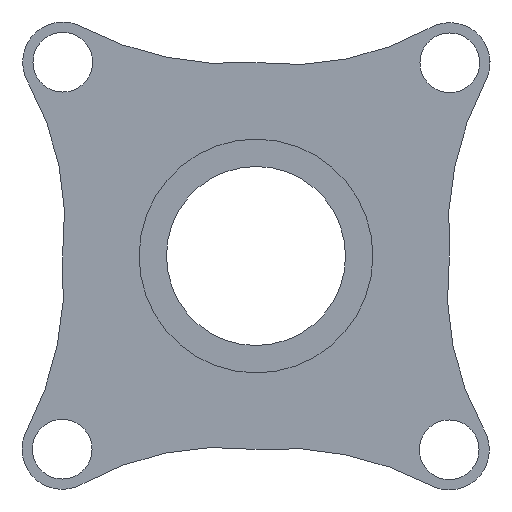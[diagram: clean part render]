
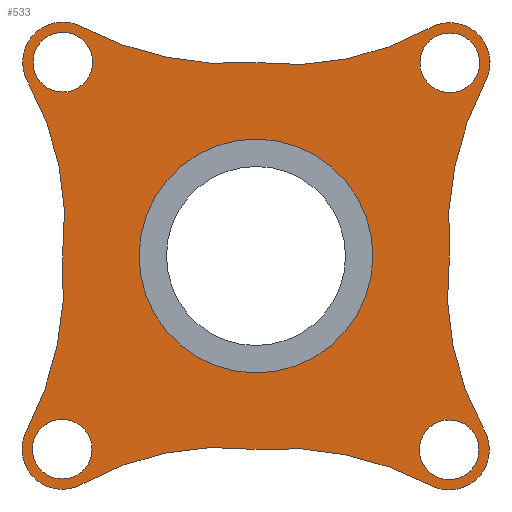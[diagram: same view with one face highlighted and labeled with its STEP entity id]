
A CAD part, front view. The second image highlights one B-rep face of the part: STEP entity #533.
In plain terms, the highlighted planar face has unit normal (0, -1, 0).
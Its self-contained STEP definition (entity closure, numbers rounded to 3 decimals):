
#20=FACE_BOUND('',#168,.T.);
#21=FACE_BOUND('',#169,.T.);
#22=FACE_BOUND('',#170,.T.);
#23=FACE_BOUND('',#171,.T.);
#24=FACE_BOUND('',#172,.T.);
#129=FACE_OUTER_BOUND('',#167,.T.);
#167=EDGE_LOOP('',(#456,#457,#458,#459,#460,#461,#462,#463,#464,#465,#466,
#467));
#168=EDGE_LOOP('',(#468));
#169=EDGE_LOOP('',(#469));
#170=EDGE_LOOP('',(#470));
#171=EDGE_LOOP('',(#471));
#172=EDGE_LOOP('',(#472));
#198=CIRCLE('',#576,8.08);
#200=CIRCLE('',#579,57.195);
#202=CIRCLE('',#582,63.289);
#204=CIRCLE('',#585,8.08);
#206=CIRCLE('',#588,57.195);
#208=CIRCLE('',#591,63.289);
#210=CIRCLE('',#594,8.08);
#212=CIRCLE('',#597,57.195);
#214=CIRCLE('',#600,63.289);
#216=CIRCLE('',#603,8.08);
#218=CIRCLE('',#606,57.195);
#220=CIRCLE('',#609,63.289);
#227=CIRCLE('',#619,23.5);
#231=CIRCLE('',#625,6.);
#232=CIRCLE('',#626,6.);
#233=CIRCLE('',#627,6.);
#234=CIRCLE('',#628,6.);
#246=VERTEX_POINT('',#861);
#248=VERTEX_POINT('',#865);
#250=VERTEX_POINT('',#871);
#252=VERTEX_POINT('',#877);
#254=VERTEX_POINT('',#883);
#256=VERTEX_POINT('',#889);
#258=VERTEX_POINT('',#895);
#260=VERTEX_POINT('',#901);
#262=VERTEX_POINT('',#907);
#264=VERTEX_POINT('',#913);
#266=VERTEX_POINT('',#919);
#268=VERTEX_POINT('',#925);
#275=VERTEX_POINT('',#947);
#279=VERTEX_POINT('',#959);
#280=VERTEX_POINT('',#961);
#281=VERTEX_POINT('',#963);
#282=VERTEX_POINT('',#965);
#301=EDGE_CURVE('',#246,#248,#198,.T.);
#304=EDGE_CURVE('',#248,#250,#200,.T.);
#307=EDGE_CURVE('',#250,#252,#202,.T.);
#310=EDGE_CURVE('',#252,#254,#204,.T.);
#313=EDGE_CURVE('',#254,#256,#206,.T.);
#316=EDGE_CURVE('',#256,#258,#208,.T.);
#319=EDGE_CURVE('',#258,#260,#210,.T.);
#322=EDGE_CURVE('',#260,#262,#212,.T.);
#325=EDGE_CURVE('',#262,#264,#214,.T.);
#328=EDGE_CURVE('',#264,#266,#216,.T.);
#331=EDGE_CURVE('',#266,#268,#218,.T.);
#333=EDGE_CURVE('',#268,#246,#220,.T.);
#341=EDGE_CURVE('',#275,#275,#227,.T.);
#347=EDGE_CURVE('',#279,#279,#231,.T.);
#348=EDGE_CURVE('',#280,#280,#232,.T.);
#349=EDGE_CURVE('',#281,#281,#233,.T.);
#350=EDGE_CURVE('',#282,#282,#234,.T.);
#456=ORIENTED_EDGE('',*,*,#333,.T.);
#457=ORIENTED_EDGE('',*,*,#301,.T.);
#458=ORIENTED_EDGE('',*,*,#304,.T.);
#459=ORIENTED_EDGE('',*,*,#307,.T.);
#460=ORIENTED_EDGE('',*,*,#310,.T.);
#461=ORIENTED_EDGE('',*,*,#313,.T.);
#462=ORIENTED_EDGE('',*,*,#316,.T.);
#463=ORIENTED_EDGE('',*,*,#319,.T.);
#464=ORIENTED_EDGE('',*,*,#322,.T.);
#465=ORIENTED_EDGE('',*,*,#325,.T.);
#466=ORIENTED_EDGE('',*,*,#328,.T.);
#467=ORIENTED_EDGE('',*,*,#331,.T.);
#468=ORIENTED_EDGE('',*,*,#347,.F.);
#469=ORIENTED_EDGE('',*,*,#348,.F.);
#470=ORIENTED_EDGE('',*,*,#349,.F.);
#471=ORIENTED_EDGE('',*,*,#350,.F.);
#472=ORIENTED_EDGE('',*,*,#341,.T.);
#504=PLANE('',#624);
#533=ADVANCED_FACE('',(#129,#20,#21,#22,#23,#24),#504,.T.);
#576=AXIS2_PLACEMENT_3D('',#867,#687,#688);
#579=AXIS2_PLACEMENT_3D('',#873,#694,#695);
#582=AXIS2_PLACEMENT_3D('',#879,#701,#702);
#585=AXIS2_PLACEMENT_3D('',#885,#708,#709);
#588=AXIS2_PLACEMENT_3D('',#891,#715,#716);
#591=AXIS2_PLACEMENT_3D('',#897,#722,#723);
#594=AXIS2_PLACEMENT_3D('',#903,#729,#730);
#597=AXIS2_PLACEMENT_3D('',#909,#736,#737);
#600=AXIS2_PLACEMENT_3D('',#915,#743,#744);
#603=AXIS2_PLACEMENT_3D('',#921,#750,#751);
#606=AXIS2_PLACEMENT_3D('',#927,#757,#758);
#609=AXIS2_PLACEMENT_3D('',#930,#763,#764);
#619=AXIS2_PLACEMENT_3D('',#948,#784,#785);
#624=AXIS2_PLACEMENT_3D('',#958,#796,#797);
#625=AXIS2_PLACEMENT_3D('',#960,#798,#799);
#626=AXIS2_PLACEMENT_3D('',#962,#800,#801);
#627=AXIS2_PLACEMENT_3D('',#964,#802,#803);
#628=AXIS2_PLACEMENT_3D('',#966,#804,#805);
#687=DIRECTION('center_axis',(0.,-1.,0.));
#688=DIRECTION('ref_axis',(0.,0.,-1.));
#694=DIRECTION('center_axis',(0.,1.,0.));
#695=DIRECTION('ref_axis',(0.,0.,1.));
#701=DIRECTION('center_axis',(0.,1.,0.));
#702=DIRECTION('ref_axis',(0.,0.,
-1.));
#708=DIRECTION('center_axis',(0.,-1.,0.));
#709=DIRECTION('ref_axis',(0.,0.,
-1.));
#715=DIRECTION('center_axis',(0.,1.,0.));
#716=DIRECTION('ref_axis',(0.,0.,1.));
#722=DIRECTION('center_axis',(0.,1.,0.));
#723=DIRECTION('ref_axis',(0.,0.,
-1.));
#729=DIRECTION('center_axis',(0.,-1.,0.));
#730=DIRECTION('ref_axis',(0.,0.,
-1.));
#736=DIRECTION('center_axis',(0.,1.,0.));
#737=DIRECTION('ref_axis',(0.,0.,1.));
#743=DIRECTION('center_axis',(0.,1.,0.));
#744=DIRECTION('ref_axis',(0.,0.,
-1.));
#750=DIRECTION('center_axis',(0.,-1.,0.));
#751=DIRECTION('ref_axis',(0.,0.,
-1.));
#757=DIRECTION('center_axis',(0.,1.,0.));
#758=DIRECTION('ref_axis',(0.,0.,1.));
#763=DIRECTION('center_axis',(0.,1.,0.));
#764=DIRECTION('ref_axis',(0.,0.,
-1.));
#784=DIRECTION('center_axis',(0.,1.,0.));
#785=DIRECTION('ref_axis',(0.349,0.,0.937));
#796=DIRECTION('center_axis',(0.,-1.,0.));
#797=DIRECTION('ref_axis',(0.,0.,-1.));
#798=DIRECTION('center_axis',(0.,-1.,0.));
#799=DIRECTION('ref_axis',(0.,0.,-1.));
#800=DIRECTION('center_axis',(0.,-1.,0.));
#801=DIRECTION('ref_axis',(0.,0.,-1.));
#802=DIRECTION('center_axis',(0.,-1.,0.));
#803=DIRECTION('ref_axis',(0.,0.,-1.));
#804=DIRECTION('center_axis',(0.,-1.,0.));
#805=DIRECTION('ref_axis',(0.,0.,-1.));
#861=CARTESIAN_POINT('',(-46.088,-2.,-35.024));
#865=CARTESIAN_POINT('',(-34.982,-2.,-45.859));
#867=CARTESIAN_POINT('Origin',(-38.957,-2.,-38.824));
#871=CARTESIAN_POINT('',(0.,-2.,-38.871));
#873=CARTESIAN_POINT('Origin',(-6.845,-2.,-95.655));
#877=CARTESIAN_POINT('',(35.024,-2.,-46.088));
#879=CARTESIAN_POINT('Origin',(5.258,-2.,-101.94));
#883=CARTESIAN_POINT('',(45.859,-2.,-34.982));
#885=CARTESIAN_POINT('Origin',(38.824,-2.,-38.957));
#889=CARTESIAN_POINT('',(38.871,-2.,0.));
#891=CARTESIAN_POINT('Origin',(95.655,-2.,-6.845));
#895=CARTESIAN_POINT('',(46.088,-2.,35.024));
#897=CARTESIAN_POINT('Origin',(101.94,-2.,5.258));
#901=CARTESIAN_POINT('',(34.982,-2.,45.859));
#903=CARTESIAN_POINT('Origin',(38.957,-2.,38.824));
#907=CARTESIAN_POINT('',(0.,-2.,38.871));
#909=CARTESIAN_POINT('Origin',(6.845,-2.,95.655));
#913=CARTESIAN_POINT('',(-35.024,-2.,46.088));
#915=CARTESIAN_POINT('Origin',(-5.258,-2.,101.94));
#919=CARTESIAN_POINT('',(-45.859,-2.,34.982));
#921=CARTESIAN_POINT('Origin',(-38.824,-2.,38.957));
#925=CARTESIAN_POINT('',(-38.871,-2.,0.));
#927=CARTESIAN_POINT('Origin',(-95.655,-2.,6.845));
#930=CARTESIAN_POINT('Origin',(-101.94,-2.,-5.258));
#947=CARTESIAN_POINT('',(-8.195,-2.,-22.025));
#948=CARTESIAN_POINT('Origin',(0.,-2.,
0.));
#958=CARTESIAN_POINT('Origin',(-98.798,-2.,0.793));
#959=CARTESIAN_POINT('',(38.957,-2.,44.824));
#960=CARTESIAN_POINT('Origin',(38.957,-2.,38.824));
#961=CARTESIAN_POINT('',(-38.957,-2.,-32.824));
#962=CARTESIAN_POINT('Origin',(-38.957,-2.,-38.824));
#963=CARTESIAN_POINT('',(38.824,-2.,-32.957));
#964=CARTESIAN_POINT('Origin',(38.824,-2.,-38.957));
#965=CARTESIAN_POINT('',(-38.824,-2.,44.957));
#966=CARTESIAN_POINT('Origin',(-38.824,-2.,38.957));
